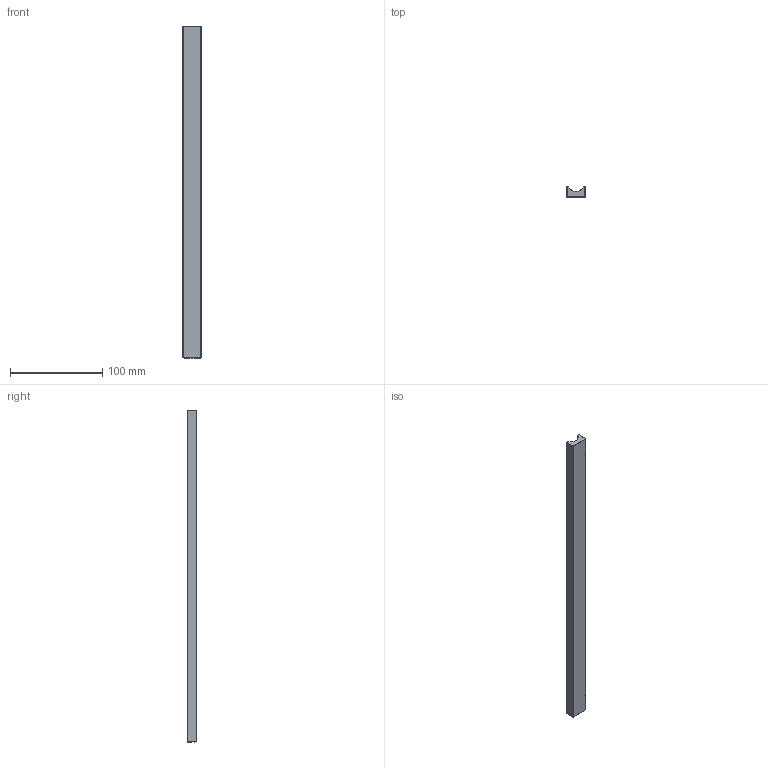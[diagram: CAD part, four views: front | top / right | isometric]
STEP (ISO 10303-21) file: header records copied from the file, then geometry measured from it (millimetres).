
FILE_DESCRIPTION(/* description */ (''),/* implementation_level */ '2;1');
FILE_NAME(/* name */ 'UA-GROOVE-320-....stp',/* time_stamp */ '2023-07-12T15:10:18+02:00',/* author */ ('MarcinS'),/* organization */ (''),/* preprocessor_version */ 'ST-DEVELOPER v19.2',/* originating_system */ 'Autodesk Inventor 2023',/* authorisation */ '');
FILE_SCHEMA (('AUTOMOTIVE_DESIGN { 1 0 10303 214 3 1 1 }'));
Length unit declared in the file: millimetre
Products named in the file (1): 3-360
Bounding box: 19.8 x 10.8 x 360 mm (x, y, z)
Volume: 55873.2 mm3; surface area: 23791.5 mm2
Topology: 1 solids, 1 shells, 111 faces, 271 edges, 162 vertices
Faces by surface type: cylinder 45, bspline 36, plane 20, cone 4, sphere 4, torus 2
Full cylindrical faces by diameter (mm): 4 x24
Entity records: 19346 total; most frequent: CARTESIAN_POINT 17001, ORIENTED_EDGE 542, DIRECTION 383, EDGE_CURVE 271, VERTEX_POINT 162, AXIS2_PLACEMENT_3D 146, FACE_OUTER_BOUND 111, EDGE_LOOP 111
